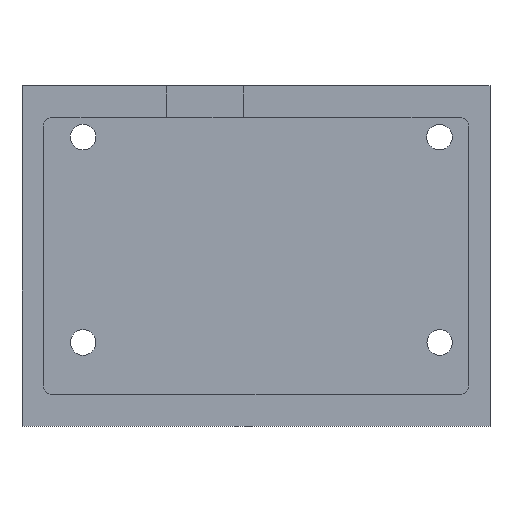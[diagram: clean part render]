
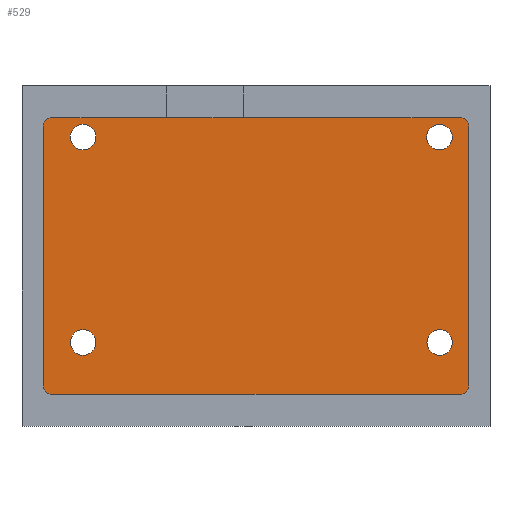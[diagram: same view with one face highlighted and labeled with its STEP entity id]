
A CAD part, top view. The second image highlights one B-rep face of the part: STEP entity #529.
In plain terms, the highlighted planar face has unit normal (0, 0, 1).
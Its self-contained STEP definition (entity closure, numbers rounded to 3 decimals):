
#163 = VERTEX_POINT('',#164);
#164 = CARTESIAN_POINT('',(50.,30.5,5.));
#170 = EDGE_CURVE('',#163,#171,#173,.T.);
#171 = VERTEX_POINT('',#172);
#172 = CARTESIAN_POINT('',(50.,-30.5,5.));
#173 = LINE('',#174,#175);
#174 = CARTESIAN_POINT('',(50.,32.5,5.));
#175 = VECTOR('',#176,1.);
#176 = DIRECTION('',(0.,-1.,0.));
#194 = EDGE_CURVE('',#195,#163,#197,.T.);
#195 = VERTEX_POINT('',#196);
#196 = CARTESIAN_POINT('',(48.,32.5,5.));
#197 = CIRCLE('',#198,2.);
#198 = AXIS2_PLACEMENT_3D('',#199,#200,#201);
#199 = CARTESIAN_POINT('',(48.,30.5,5.));
#200 = DIRECTION('',(0.,0.,-1.));
#201 = DIRECTION('',(0.,1.,0.));
#219 = VERTEX_POINT('',#220);
#220 = CARTESIAN_POINT('',(-48.,32.5,5.));
#226 = EDGE_CURVE('',#219,#195,#227,.T.);
#227 = LINE('',#228,#229);
#228 = CARTESIAN_POINT('',(-50.,32.5,5.));
#229 = VECTOR('',#230,1.);
#230 = DIRECTION('',(1.,0.,0.));
#419 = EDGE_CURVE('',#420,#219,#422,.T.);
#420 = VERTEX_POINT('',#421);
#421 = CARTESIAN_POINT('',(-50.,30.5,5.));
#422 = CIRCLE('',#423,2.);
#423 = AXIS2_PLACEMENT_3D('',#424,#425,#426);
#424 = CARTESIAN_POINT('',(-48.,30.5,5.));
#425 = DIRECTION('',(0.,0.,-1.));
#426 = DIRECTION('',(0.,1.,0.));
#444 = VERTEX_POINT('',#445);
#445 = CARTESIAN_POINT('',(-50.,-30.5,5.));
#451 = EDGE_CURVE('',#444,#420,#452,.T.);
#452 = LINE('',#453,#454);
#453 = CARTESIAN_POINT('',(-50.,-32.5,5.));
#454 = VECTOR('',#455,1.);
#455 = DIRECTION('',(0.,1.,0.));
#468 = VERTEX_POINT('',#469);
#469 = CARTESIAN_POINT('',(-48.,-32.5,5.));
#475 = EDGE_CURVE('',#444,#468,#476,.T.);
#476 = CIRCLE('',#477,2.);
#477 = AXIS2_PLACEMENT_3D('',#478,#479,#480);
#478 = CARTESIAN_POINT('',(-48.,-30.5,5.));
#479 = DIRECTION('',(0.,-0.,1.));
#480 = DIRECTION('',(0.,1.,0.));
#493 = VERTEX_POINT('',#494);
#494 = CARTESIAN_POINT('',(48.,-32.5,5.));
#500 = EDGE_CURVE('',#493,#468,#501,.T.);
#501 = LINE('',#502,#503);
#502 = CARTESIAN_POINT('',(50.,-32.5,5.));
#503 = VECTOR('',#504,1.);
#504 = DIRECTION('',(-1.,0.,0.));
#517 = EDGE_CURVE('',#171,#493,#518,.T.);
#518 = CIRCLE('',#519,2.);
#519 = AXIS2_PLACEMENT_3D('',#520,#521,#522);
#520 = CARTESIAN_POINT('',(48.,-30.5,5.));
#521 = DIRECTION('',(0.,0.,-1.));
#522 = DIRECTION('',(0.,1.,0.));
#529 = ADVANCED_FACE('',(#530,#540,#551,#562,#573),#584,.T.);
#530 = FACE_BOUND('',#531,.T.);
#531 = EDGE_LOOP('',(#532,#533,#534,#535,#536,#537,#538,#539));
#532 = ORIENTED_EDGE('',*,*,#170,.F.);
#533 = ORIENTED_EDGE('',*,*,#194,.F.);
#534 = ORIENTED_EDGE('',*,*,#226,.F.);
#535 = ORIENTED_EDGE('',*,*,#419,.F.);
#536 = ORIENTED_EDGE('',*,*,#451,.F.);
#537 = ORIENTED_EDGE('',*,*,#475,.T.);
#538 = ORIENTED_EDGE('',*,*,#500,.F.);
#539 = ORIENTED_EDGE('',*,*,#517,.F.);
#540 = FACE_BOUND('',#541,.T.);
#541 = EDGE_LOOP('',(#542));
#542 = ORIENTED_EDGE('',*,*,#543,.F.);
#543 = EDGE_CURVE('',#544,#544,#546,.T.);
#544 = VERTEX_POINT('',#545);
#545 = CARTESIAN_POINT('',(-37.64,-20.32,5.));
#546 = CIRCLE('',#547,3.);
#547 = AXIS2_PLACEMENT_3D('',#548,#549,#550);
#548 = CARTESIAN_POINT('',(-40.64,-20.32,5.));
#549 = DIRECTION('',(0.,0.,1.));
#550 = DIRECTION('',(1.,0.,0.));
#551 = FACE_BOUND('',#552,.T.);
#552 = EDGE_LOOP('',(#553));
#553 = ORIENTED_EDGE('',*,*,#554,.F.);
#554 = EDGE_CURVE('',#555,#555,#557,.T.);
#555 = VERTEX_POINT('',#556);
#556 = CARTESIAN_POINT('',(46.18,-20.32,5.));
#557 = CIRCLE('',#558,3.);
#558 = AXIS2_PLACEMENT_3D('',#559,#560,#561);
#559 = CARTESIAN_POINT('',(43.18,-20.32,5.));
#560 = DIRECTION('',(0.,0.,1.));
#561 = DIRECTION('',(1.,0.,0.));
#562 = FACE_BOUND('',#563,.T.);
#563 = EDGE_LOOP('',(#564));
#564 = ORIENTED_EDGE('',*,*,#565,.F.);
#565 = EDGE_CURVE('',#566,#566,#568,.T.);
#566 = VERTEX_POINT('',#567);
#567 = CARTESIAN_POINT('',(-37.64,27.94,5.));
#568 = CIRCLE('',#569,3.);
#569 = AXIS2_PLACEMENT_3D('',#570,#571,#572);
#570 = CARTESIAN_POINT('',(-40.64,27.94,5.));
#571 = DIRECTION('',(0.,0.,1.));
#572 = DIRECTION('',(1.,0.,0.));
#573 = FACE_BOUND('',#574,.T.);
#574 = EDGE_LOOP('',(#575));
#575 = ORIENTED_EDGE('',*,*,#576,.F.);
#576 = EDGE_CURVE('',#577,#577,#579,.T.);
#577 = VERTEX_POINT('',#578);
#578 = CARTESIAN_POINT('',(46.12,27.94,5.));
#579 = CIRCLE('',#580,3.);
#580 = AXIS2_PLACEMENT_3D('',#581,#582,#583);
#581 = CARTESIAN_POINT('',(43.12,27.94,5.));
#582 = DIRECTION('',(0.,0.,1.));
#583 = DIRECTION('',(1.,0.,0.));
#584 = PLANE('',#585);
#585 = AXIS2_PLACEMENT_3D('',#586,#587,#588);
#586 = CARTESIAN_POINT('',(0.,0.,5.));
#587 = DIRECTION('',(0.,0.,1.));
#588 = DIRECTION('',(1.,0.,0.));
